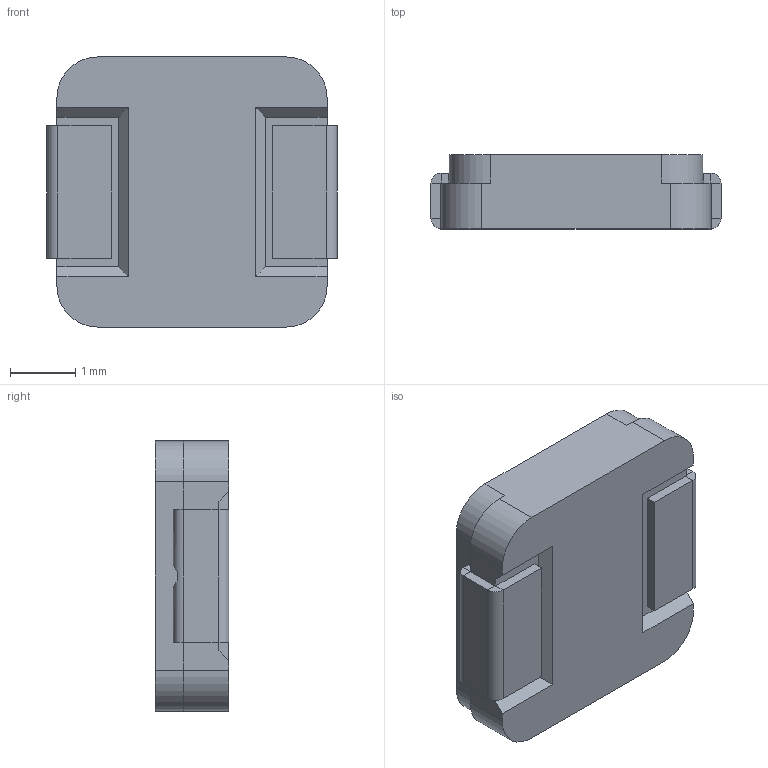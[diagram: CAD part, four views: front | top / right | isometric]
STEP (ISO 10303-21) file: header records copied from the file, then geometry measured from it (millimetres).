
FILE_DESCRIPTION (( 'STEP AP214' ), '1' );
FILE_NAME ('IHLP1616AB.STEP', '2014-08-20T18:29:42', ( '' ), ( '' ), 'SwSTEP 2.0', 'SolidWorks 2014', '' );
FILE_SCHEMA (( 'AUTOMOTIVE_DESIGN' ));
Length unit declared in the file: inch
Products named in the file (1): IHLP1616AB
Bounding box: 4.43 x 1.13 x 4.13 mm (x, y, z)
Volume: 18.8 mm3; surface area: 53.8 mm2
Topology: 1 solids, 1 shells, 84 faces, 226 edges, 144 vertices
Faces by surface type: plane 62, cylinder 18, bspline 4
Entity records: 3750 total; most frequent: CARTESIAN_POINT 539, ORIENTED_EDGE 452, DIRECTION 404, EDGE_CURVE 226, VECTOR 170, LINE 170, VERTEX_POINT 144, AXIS2_PLACEMENT_3D 117
